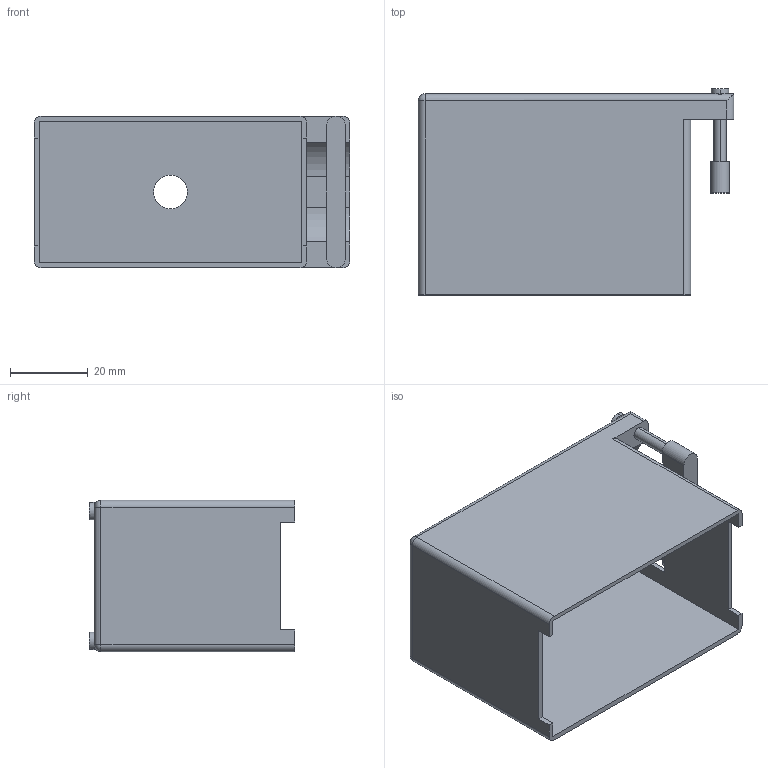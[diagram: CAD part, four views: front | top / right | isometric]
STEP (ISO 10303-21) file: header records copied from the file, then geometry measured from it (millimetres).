
FILE_DESCRIPTION (( 'STEP AP214' ), '1' );
FILE_NAME ('516-230-512.STEP', '2020-08-14T15:51:46', ( '' ), ( '' ), 'SwSTEP 2.0', 'SolidWorks 2020', '' );
FILE_SCHEMA (( 'AUTOMOTIVE_DESIGN' ));
Length unit declared in the file: millimetre
Products named in the file (2): 516-230-512; 516-230-001_Metal - 120 Side Entry
Assembly tree (1 placements, depth 2):
  516-230-512
    516-230-001_Metal - 120 Side Entry
Bounding box: 81.03 x 52.83 x 38.86 mm (x, y, z)
Volume: 18504.1 mm3; surface area: 27561.6 mm2
Topology: 1 solids, 1 shells, 65 faces, 182 edges, 116 vertices
Faces by surface type: plane 34, cylinder 29, sphere 2
Entity records: 2296 total; most frequent: CARTESIAN_POINT 403, DIRECTION 370, ORIENTED_EDGE 360, EDGE_CURVE 180, AXIS2_PLACEMENT_3D 127, LINE 116, VERTEX_POINT 116, VECTOR 116
